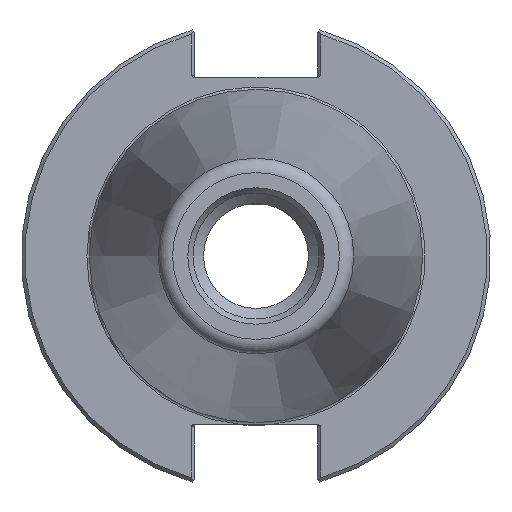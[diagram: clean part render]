
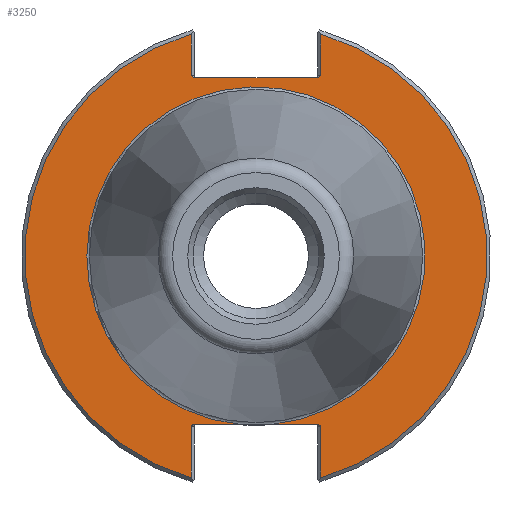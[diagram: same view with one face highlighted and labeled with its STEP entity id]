
A CAD part, left-side view. The second image highlights one B-rep face of the part: STEP entity #3250.
In plain terms, the highlighted planar face has unit normal (-1, 0, 0).
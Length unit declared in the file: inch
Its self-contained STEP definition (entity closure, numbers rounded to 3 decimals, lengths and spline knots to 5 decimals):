
#2605=CARTESIAN_POINT('',(0.125,-0.50422,1.472));
#2606=VERTEX_POINT('',#2605);
#2613=CARTESIAN_POINT('',(0.125,-0.5325,1.492));
#2614=VERTEX_POINT('',#2613);
#2615=CARTESIAN_POINT('',(0.125,-0.50422,1.492));
#2616=DIRECTION('',(-1.0,0.0,0.0));
#2617=DIRECTION('',(0.0,-1.0,0.0));
#2618=AXIS2_PLACEMENT_3D('',#2615,#2616,#2617);
#2619=ELLIPSE('',#2618,0.02828,0.02);
#2620=EDGE_CURVE('',#2606,#2614,#2619,.T.);
#2670=CARTESIAN_POINT('',(0.125,-0.5325,1.83167));
#2671=VERTEX_POINT('',#2670);
#2672=CARTESIAN_POINT('',(0.125,-0.5325,1.492));
#2673=DIRECTION('',(0.0,0.0,1.0));
#2674=VECTOR('',#2673,0.33967);
#2675=LINE('',#2672,#2674);
#2676=EDGE_CURVE('',#2614,#2671,#2675,.T.);
#2759=CARTESIAN_POINT('',(0.125,0.50422,-1.388));
#2760=VERTEX_POINT('',#2759);
#2767=CARTESIAN_POINT('',(0.125,0.5325,-1.408));
#2768=VERTEX_POINT('',#2767);
#2769=CARTESIAN_POINT('',(0.125,0.50422,-1.408));
#2770=DIRECTION('',(-1.0,0.0,0.0));
#2771=DIRECTION('',(0.0,1.0,0.0));
#2772=AXIS2_PLACEMENT_3D('',#2769,#2770,#2771);
#2773=ELLIPSE('',#2772,0.02828,0.02);
#2774=EDGE_CURVE('',#2760,#2768,#2773,.T.);
#2824=CARTESIAN_POINT('',(0.125,0.5325,-1.83167));
#2825=VERTEX_POINT('',#2824);
#2826=CARTESIAN_POINT('',(0.125,0.5325,-1.408));
#2827=DIRECTION('',(0.0,0.0,-1.0));
#2828=VECTOR('',#2827,0.42367);
#2829=LINE('',#2826,#2828);
#2830=EDGE_CURVE('',#2768,#2825,#2829,.T.);
#2855=CARTESIAN_POINT('',(0.125,-0.5325,-1.408));
#2856=VERTEX_POINT('',#2855);
#2857=CARTESIAN_POINT('',(0.125,-0.50422,-1.388));
#2858=VERTEX_POINT('',#2857);
#2859=CARTESIAN_POINT('',(0.125,-0.50422,-1.408));
#2860=DIRECTION('',(-1.0,0.0,0.0));
#2861=DIRECTION('',(0.0,-1.0,0.0));
#2862=AXIS2_PLACEMENT_3D('',#2859,#2860,#2861);
#2863=ELLIPSE('',#2862,0.02828,0.02);
#2864=EDGE_CURVE('',#2856,#2858,#2863,.T.);
#2962=CARTESIAN_POINT('',(0.125,-0.5325,-1.83167));
#2963=VERTEX_POINT('',#2962);
#2970=CARTESIAN_POINT('',(0.125,-0.5325,-1.83167));
#2971=DIRECTION('',(0.0,0.0,1.0));
#2972=VECTOR('',#2971,0.42367);
#2973=LINE('',#2970,#2972);
#2974=EDGE_CURVE('',#2963,#2856,#2973,.T.);
#3016=CARTESIAN_POINT('',(0.125,0.5325,1.492));
#3017=VERTEX_POINT('',#3016);
#3024=CARTESIAN_POINT('',(0.125,0.50422,1.472));
#3025=VERTEX_POINT('',#3024);
#3026=CARTESIAN_POINT('',(0.125,0.50422,1.492));
#3027=DIRECTION('',(-1.0,0.0,0.0));
#3028=DIRECTION('',(0.0,1.0,0.0));
#3029=AXIS2_PLACEMENT_3D('',#3026,#3027,#3028);
#3030=ELLIPSE('',#3029,0.02828,0.02);
#3031=EDGE_CURVE('',#3017,#3025,#3030,.T.);
#3116=CARTESIAN_POINT('',(0.125,0.5325,1.83167));
#3117=VERTEX_POINT('',#3116);
#3124=CARTESIAN_POINT('',(0.125,0.5325,1.83167));
#3125=DIRECTION('',(0.0,0.0,-1.0));
#3126=VECTOR('',#3125,0.33967);
#3127=LINE('',#3124,#3126);
#3128=EDGE_CURVE('',#3117,#3017,#3127,.T.);
#3163=CARTESIAN_POINT('',(0.125,-0.13957,-1.388));
#3164=VERTEX_POINT('',#3163);
#3165=CARTESIAN_POINT('',(0.125,0.13957,-1.388));
#3166=VERTEX_POINT('',#3165);
#3181=CARTESIAN_POINT('',(0.125,0.0,0.0));
#3182=DIRECTION('',(-1.0,0.0,0.0));
#3183=DIRECTION('',(0.0,-1.0,0.0));
#3184=AXIS2_PLACEMENT_3D('',#3181,#3182,#3183);
#3185=CIRCLE('',#3184,1.395);
#3186=EDGE_CURVE('',#3164,#3166,#3185,.T.);
#3202=CARTESIAN_POINT('',(0.125,1.65625,0.0));
#3203=DIRECTION('',(-1.0,0.0,0.0));
#3204=DIRECTION('',(0.0,0.0,1.0));
#3205=AXIS2_PLACEMENT_3D('',#3202,#3203,#3204);
#3206=PLANE('',#3205);
#3207=ORIENTED_EDGE('',*,*,#3186,.F.);
#3208=CARTESIAN_POINT('',(0.125,-0.50422,-1.388));
#3209=DIRECTION('',(0.0,1.0,0.0));
#3210=VECTOR('',#3209,0.36464);
#3211=LINE('',#3208,#3210);
#3212=EDGE_CURVE('',#2858,#3164,#3211,.T.);
#3213=ORIENTED_EDGE('',*,*,#3212,.F.);
#3214=ORIENTED_EDGE('',*,*,#2864,.F.);
#3215=ORIENTED_EDGE('',*,*,#2974,.F.);
#3216=CARTESIAN_POINT('',(0.125,0.0,0.0));
#3217=DIRECTION('',(1.0,0.0,0.0));
#3218=DIRECTION('',(0.0,-1.0,0.0));
#3219=AXIS2_PLACEMENT_3D('',#3216,#3217,#3218);
#3220=CIRCLE('',#3219,1.9075);
#3221=EDGE_CURVE('',#2671,#2963,#3220,.T.);
#3222=ORIENTED_EDGE('',*,*,#3221,.F.);
#3223=ORIENTED_EDGE('',*,*,#2676,.F.);
#3224=ORIENTED_EDGE('',*,*,#2620,.F.);
#3225=CARTESIAN_POINT('',(0.125,0.50422,1.472));
#3226=DIRECTION('',(0.0,-1.0,0.0));
#3227=VECTOR('',#3226,1.00843);
#3228=LINE('',#3225,#3227);
#3229=EDGE_CURVE('',#3025,#2606,#3228,.T.);
#3230=ORIENTED_EDGE('',*,*,#3229,.F.);
#3231=ORIENTED_EDGE('',*,*,#3031,.F.);
#3232=ORIENTED_EDGE('',*,*,#3128,.F.);
#3233=CARTESIAN_POINT('',(0.125,0.0,0.0));
#3234=DIRECTION('',(1.0,0.0,0.0));
#3235=DIRECTION('',(0.0,1.0,0.0));
#3236=AXIS2_PLACEMENT_3D('',#3233,#3234,#3235);
#3237=CIRCLE('',#3236,1.9075);
#3238=EDGE_CURVE('',#2825,#3117,#3237,.T.);
#3239=ORIENTED_EDGE('',*,*,#3238,.F.);
#3240=ORIENTED_EDGE('',*,*,#2830,.F.);
#3241=ORIENTED_EDGE('',*,*,#2774,.F.);
#3242=CARTESIAN_POINT('',(0.125,0.13957,-1.388));
#3243=DIRECTION('',(0.0,1.0,0.0));
#3244=VECTOR('',#3243,0.36464);
#3245=LINE('',#3242,#3244);
#3246=EDGE_CURVE('',#3166,#2760,#3245,.T.);
#3247=ORIENTED_EDGE('',*,*,#3246,.F.);
#3248=EDGE_LOOP('',(#3207,#3213,#3214,#3215,#3222,#3223,#3224,#3230,#3231,#3232,#3239,#3240,#3241,#3247));
#3249=FACE_OUTER_BOUND('',#3248,.T.);
#3250=ADVANCED_FACE('',(#3249),#3206,.T.);
